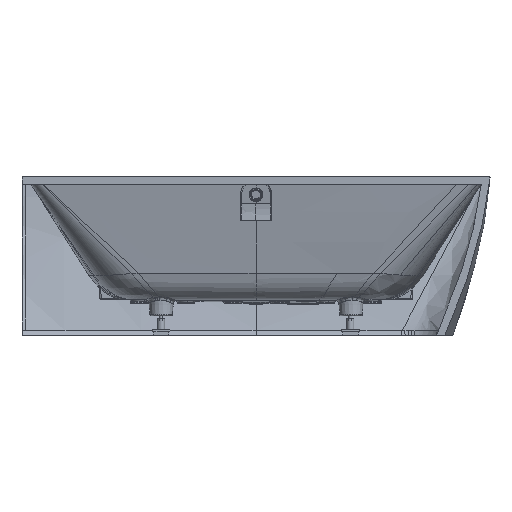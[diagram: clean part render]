
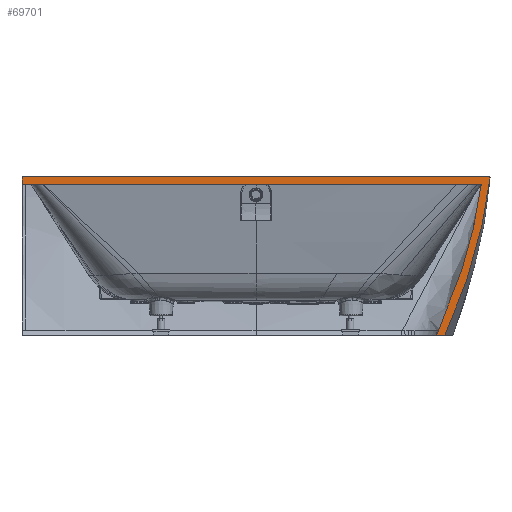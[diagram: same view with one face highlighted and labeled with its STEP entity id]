
A CAD part, left-side view. The second image highlights one B-rep face of the part: STEP entity #69701.
In plain terms, the highlighted planar face has unit normal (-1, 0, 0).
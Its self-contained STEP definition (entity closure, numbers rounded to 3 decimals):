
#64261=CARTESIAN_POINT('',(-400.,-2865.993,580.));
#64262=VERTEX_POINT('',#64261);
#64263=CARTESIAN_POINT('',(-400.,-1100.,580.0));
#64264=VERTEX_POINT('',#64263);
#64265=CARTESIAN_POINT('',(-400.,-2865.993,580.));
#64266=DIRECTION('',(0.,1.,0.));
#64267=VECTOR('',#64266,1765.993);
#64268=LINE('',#64265,#64267);
#64269=EDGE_CURVE('',#64262,#64264,#64268,.T.);
#64385=CARTESIAN_POINT('',(-399.999,-2701.614,20.));
#64386=VERTEX_POINT('',#64385);
#64396=CARTESIAN_POINT('',(-400.,-2701.614,20.));
#64397=CARTESIAN_POINT('',(-400.,-2719.402,59.951));
#64398=CARTESIAN_POINT('',(-400.,-2738.451,102.654));
#64399=CARTESIAN_POINT('',(-400.,-2776.075,202.269));
#64400=CARTESIAN_POINT('',(-400.,-2791.565,249.08));
#64401=CARTESIAN_POINT('',(-400.,-2818.811,342.406));
#64402=CARTESIAN_POINT('',(-400.,-2830.97,390.086));
#64403=CARTESIAN_POINT('',(-400.,-2846.262,460.662));
#64404=CARTESIAN_POINT('',(-400.,-2850.948,484.475));
#64405=CARTESIAN_POINT('',(-400.,-2859.306,532.383));
#64406=CARTESIAN_POINT('',(-400.,-2862.772,555.426));
#64407=CARTESIAN_POINT('',(-400.,-2865.993,580.));
#64408=B_SPLINE_CURVE_WITH_KNOTS('',3,(#64396,#64397,#64398,#64399,#64400,#64401,#64402,#64403,#64404,#64405,#64406,#64407),.UNSPECIFIED.,.F.,.U.,(4,2,2,2,2,4),(0.,13.12,24.439,35.56,41.201,46.954),.UNSPECIFIED.);
#64409=EDGE_CURVE('',#64386,#64262,#64408,.T.);
#69510=CARTESIAN_POINT('',(-400.,-1100.,610.));
#69511=VERTEX_POINT('',#69510);
#69512=CARTESIAN_POINT('',(-400.,-1100.,580.));
#69513=DIRECTION('',(0.,0.,1.));
#69514=VECTOR('',#69513,30.);
#69515=LINE('',#69512,#69514);
#69516=EDGE_CURVE('',#64264,#69511,#69515,.T.);
#69606=CARTESIAN_POINT('',(-400.,0.,0.));
#69607=DIRECTION('',(1.,0.,0.));
#69608=DIRECTION('',(0.,0.0,-1.));
#69609=AXIS2_PLACEMENT_3D('',#69606,#69607,#69608);
#69610=PLANE('',#69609);
#69611=CARTESIAN_POINT('',(-400.,-2895.479,610.));
#69612=VERTEX_POINT('',#69611);
#69613=CARTESIAN_POINT('',(-400.,-1100.,610.));
#69614=DIRECTION('',(0.,-1.0,0.0));
#69615=VECTOR('',#69614,1795.479);
#69616=LINE('',#69613,#69615);
#69617=EDGE_CURVE('',#69511,#69612,#69616,.T.);
#69618=ORIENTED_EDGE('',*,*,#69617,.F.);
#69619=ORIENTED_EDGE('',*,*,#69516,.F.);
#69620=ORIENTED_EDGE('',*,*,#64269,.F.);
#69621=ORIENTED_EDGE('',*,*,#64409,.F.);
#69622=CARTESIAN_POINT('',(-400.,-2692.7,0.));
#69623=VERTEX_POINT('',#69622);
#69624=CARTESIAN_POINT('',(-400.,-2692.7,0.));
#69625=CARTESIAN_POINT('',(-400.,-2694.182,3.324));
#69626=CARTESIAN_POINT('',(-400.,-2695.673,6.668));
#69627=CARTESIAN_POINT('',(-400.,-2698.646,13.337));
#69628=CARTESIAN_POINT('',(-400.,-2700.124,16.654));
#69629=CARTESIAN_POINT('',(-400.,-2701.614,20.));
#69630=B_SPLINE_CURVE_WITH_KNOTS('',3,(#69624,#69625,#69626,#69627,#69628,#69629),.UNSPECIFIED.,.F.,.U.,(4,2,4),(-2.196,-1.099,0.),.UNSPECIFIED.);
#69631=EDGE_CURVE('',#69623,#64386,#69630,.T.);
#69632=ORIENTED_EDGE('',*,*,#69631,.F.);
#69633=CARTESIAN_POINT('',(-400.,-2725.548,0.));
#69634=VERTEX_POINT('',#69633);
#69635=CARTESIAN_POINT('',(-400.,-2725.548,0.));
#69636=DIRECTION('',(0.,1.,0.));
#69637=VECTOR('',#69636,32.848);
#69638=LINE('',#69635,#69637);
#69639=EDGE_CURVE('',#69634,#69623,#69638,.T.);
#69640=ORIENTED_EDGE('',*,*,#69639,.F.);
#69641=CARTESIAN_POINT('',(-400.,-2898.149,595.));
#69642=VERTEX_POINT('',#69641);
#69643=CARTESIAN_POINT('',(-400.,-2898.149,595.));
#69644=CARTESIAN_POINT('',(-400.,-2893.591,558.426));
#69645=CARTESIAN_POINT('',(-400.,-2887.017,509.246));
#69646=CARTESIAN_POINT('',(-400.,-2862.331,391.845));
#69647=CARTESIAN_POINT('',(-400.,-2849.468,340.702));
#69648=CARTESIAN_POINT('',(-400.,-2820.818,241.922));
#69649=CARTESIAN_POINT('',(-400.,-2804.529,192.555));
#69650=CARTESIAN_POINT('',(-400.,-2776.801,119.365));
#69651=CARTESIAN_POINT('',(-400.,-2767.332,95.929));
#69652=CARTESIAN_POINT('',(-400.,-2751.832,59.481));
#69653=CARTESIAN_POINT('',(-400.,-2746.742,47.795));
#69654=CARTESIAN_POINT('',(-400.,-2736.224,23.953));
#69655=CARTESIAN_POINT('',(-400.,-2726.608,2.382));
#69656=CARTESIAN_POINT('',(-400.,-2725.548,0.));
#69657=B_SPLINE_CURVE_WITH_KNOTS('',3,(#69643,#69644,#69645,#69646,#69647,#69648,#69649,#69650,#69651,#69652,#69653,#69654,#69655,#69656),.UNSPECIFIED.,.F.,.U.,(4,2,2,2,2,2,4),(-13.979,-9.665,-6.436,-3.207,-1.584,-0.782,0.),.UNSPECIFIED.);
#69658=EDGE_CURVE('',#69642,#69634,#69657,.T.);
#69659=ORIENTED_EDGE('',*,*,#69658,.F.);
#69660=CARTESIAN_POINT('',(-400.,-2899.449,605.512));
#69661=VERTEX_POINT('',#69660);
#69662=CARTESIAN_POINT('',(-400.,-2899.449,605.512));
#69663=CARTESIAN_POINT('',(-400.,-2899.233,603.756));
#69664=CARTESIAN_POINT('',(-400.,-2899.018,602.009));
#69665=CARTESIAN_POINT('',(-400.,-2898.584,598.502));
#69666=CARTESIAN_POINT('',(-400.,-2898.367,596.752));
#69667=CARTESIAN_POINT('',(-400.,-2898.149,595.));
#69668=B_SPLINE_CURVE_WITH_KNOTS('',3,(#69662,#69663,#69664,#69665,#69666,#69667),.UNSPECIFIED.,.F.,.U.,(4,2,4),(-1.06,-0.53,0.),.UNSPECIFIED.);
#69669=EDGE_CURVE('',#69661,#69642,#69668,.T.);
#69670=ORIENTED_EDGE('',*,*,#69669,.F.);
#69671=CARTESIAN_POINT('',(-400.,-2898.475,608.65));
#69672=VERTEX_POINT('',#69671);
#69673=CARTESIAN_POINT('',(-400.,-2898.475,608.65));
#69674=CARTESIAN_POINT('',(-400.,-2898.662,608.439));
#69675=CARTESIAN_POINT('',(-400.,-2898.826,608.208));
#69676=CARTESIAN_POINT('',(-400.,-2899.103,607.715));
#69677=CARTESIAN_POINT('',(-400.,-2899.215,607.455));
#69678=CARTESIAN_POINT('',(-400.,-2899.382,606.916));
#69679=CARTESIAN_POINT('',(-400.,-2899.437,606.638));
#69680=CARTESIAN_POINT('',(-400.,-2899.488,606.075));
#69681=CARTESIAN_POINT('',(-400.,-2899.483,605.792));
#69682=CARTESIAN_POINT('',(-400.,-2899.449,605.512));
#69683=B_SPLINE_CURVE_WITH_KNOTS('',3,(#69673,#69674,#69675,#69676,#69677,#69678,#69679,#69680,#69681,#69682),.UNSPECIFIED.,.F.,.U.,(4,2,2,2,4),(0.,0.085,0.169,0.254,0.339),.UNSPECIFIED.);
#69684=EDGE_CURVE('',#69672,#69661,#69683,.T.);
#69685=ORIENTED_EDGE('',*,*,#69684,.F.);
#69686=CARTESIAN_POINT('',(-400.,-2895.479,610.0));
#69687=CARTESIAN_POINT('',(-400.,-2895.761,610.));
#69688=CARTESIAN_POINT('',(-400.,-2896.043,609.97));
#69689=CARTESIAN_POINT('',(-400.,-2896.595,609.851));
#69690=CARTESIAN_POINT('',(-400.,-2896.864,609.763));
#69691=CARTESIAN_POINT('',(-400.,-2897.379,609.531));
#69692=CARTESIAN_POINT('',(-400.,-2897.624,609.388));
#69693=CARTESIAN_POINT('',(-400.,-2898.079,609.053));
#69694=CARTESIAN_POINT('',(-400.,-2898.288,608.862));
#69695=CARTESIAN_POINT('',(-400.,-2898.475,608.65));
#69696=B_SPLINE_CURVE_WITH_KNOTS('',3,(#69686,#69687,#69688,#69689,#69690,#69691,#69692,#69693,#69694,#69695),.UNSPECIFIED.,.F.,.U.,(4,2,2,2,4),(0.0,0.085,0.169,0.254,0.339),.UNSPECIFIED.);
#69697=EDGE_CURVE('',#69612,#69672,#69696,.T.);
#69698=ORIENTED_EDGE('',*,*,#69697,.F.);
#69699=EDGE_LOOP('',(#69618,#69619,#69620,#69621,#69632,#69640,#69659,#69670,#69685,#69698));
#69700=FACE_OUTER_BOUND('',#69699,.T.);
#69701=ADVANCED_FACE('',(#69700),#69610,.F.);
